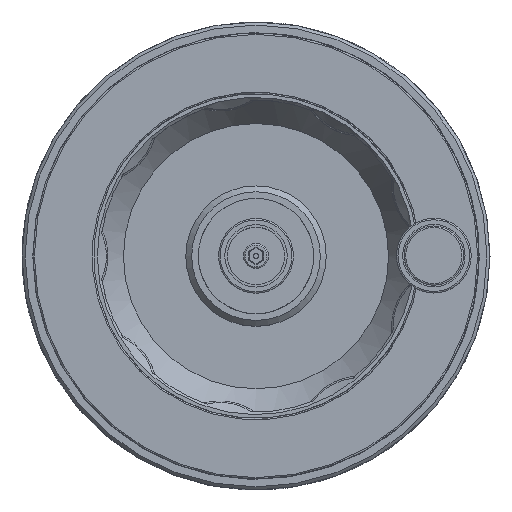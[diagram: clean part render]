
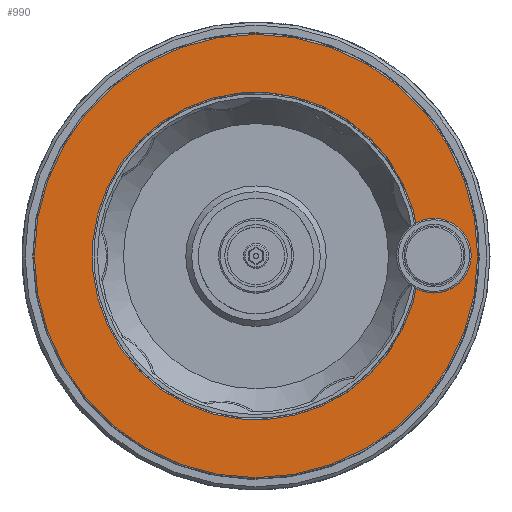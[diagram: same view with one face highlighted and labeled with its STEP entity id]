
A CAD part, top view. The second image highlights one B-rep face of the part: STEP entity #990.
In plain terms, the highlighted planar face has unit normal (0, 0, 1).
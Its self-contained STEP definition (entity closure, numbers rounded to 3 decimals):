
#990 = ADVANCED_FACE( '', ( #2163, #2164 ), #2165, .F. );
#2163 = FACE_BOUND( '', #8086, .T. );
#2164 = FACE_OUTER_BOUND( '', #8087, .T. );
#2165 = PLANE( '', #8088 );
#8086 = EDGE_LOOP( '', ( #12485, #12486, #12487, #12488, #12489, #12490 ) );
#8087 = EDGE_LOOP( '', ( #12491 ) );
#8088 = AXIS2_PLACEMENT_3D( '', #12492, #12493, #12494 );
#12485 = ORIENTED_EDGE( '', *, *, #14539, .T. );
#12486 = ORIENTED_EDGE( '', *, *, #14540, .T. );
#12487 = ORIENTED_EDGE( '', *, *, #14541, .T. );
#12488 = ORIENTED_EDGE( '', *, *, #14542, .T. );
#12489 = ORIENTED_EDGE( '', *, *, #14543, .T. );
#12490 = ORIENTED_EDGE( '', *, *, #14544, .T. );
#12491 = ORIENTED_EDGE( '', *, *, #14545, .T. );
#12492 = CARTESIAN_POINT( '', ( 0., 71.55, 15.35 ) );
#12493 = DIRECTION( '', ( 0., 0., -1. ) );
#12494 = DIRECTION( '', ( -1., 0., 0. ) );
#14539 = EDGE_CURVE( '', #17027, #17028, #17029, .T. );
#14540 = EDGE_CURVE( '', #17028, #17030, #17031, .T. );
#14541 = EDGE_CURVE( '', #17030, #17032, #17033, .T. );
#14542 = EDGE_CURVE( '', #17032, #17034, #17035, .T. );
#14543 = EDGE_CURVE( '', #17034, #17036, #17037, .T. );
#14544 = EDGE_CURVE( '', #17036, #17027, #17038, .T. );
#14545 = EDGE_CURVE( '', #17039, #17039, #17040, .F. );
#17027 = VERTEX_POINT( '', #31042 );
#17028 = VERTEX_POINT( '', #31043 );
#17029 = CIRCLE( '', #31044, 52.5 );
#17030 = VERTEX_POINT( '', #31045 );
#17031 = LINE( '', #31046, #31047 );
#17032 = VERTEX_POINT( '', #31048 );
#17033 = LINE( '', #31049, #31050 );
#17034 = VERTEX_POINT( '', #31051 );
#17035 = LINE( '', #31052, #31053 );
#17036 = VERTEX_POINT( '', #31054 );
#17037 = LINE( '', #31055, #31056 );
#17038 = LINE( '', #31057, #31058 );
#17039 = VERTEX_POINT( '', #31059 );
#17040 = CIRCLE( '', #31060, 71.05 );
#31042 = CARTESIAN_POINT( '', ( 52.151, -6.046, 15.35 ) );
#31043 = CARTESIAN_POINT( '', ( 52.151, 6.046, 15.35 ) );
#31044 = AXIS2_PLACEMENT_3D( '', #33347, #33348, #33349 );
#31045 = CARTESIAN_POINT( '', ( 57.297, 8.853, 15.35 ) );
#31046 = CARTESIAN_POINT( '', ( 57.201, 8.801, 15.35 ) );
#31047 = VECTOR( '', #33350, 1000. );
#31048 = CARTESIAN_POINT( '', ( 64.821, 4.673, 15.35 ) );
#31049 = CARTESIAN_POINT( '', ( 64.718, 4.73, 15.35 ) );
#31050 = VECTOR( '', #33351, 1000. );
#31051 = CARTESIAN_POINT( '', ( 64.821, -4.673, 15.35 ) );
#31052 = CARTESIAN_POINT( '', ( 64.821, -4.555, 15.35 ) );
#31053 = VECTOR( '', #33352, 1000. );
#31054 = CARTESIAN_POINT( '', ( 57.297, -8.853, 15.35 ) );
#31055 = CARTESIAN_POINT( '', ( 57.394, -8.8, 15.35 ) );
#31056 = VECTOR( '', #33353, 1000. );
#31057 = CARTESIAN_POINT( '', ( 52.079, -6.007, 15.35 ) );
#31058 = VECTOR( '', #33354, 1000. );
#31059 = CARTESIAN_POINT( '', ( -71.05, 0., 15.35 ) );
#31060 = AXIS2_PLACEMENT_3D( '', #33355, #33356, #33357 );
#33347 = CARTESIAN_POINT( '', ( 0., 0., 15.35 ) );
#33348 = DIRECTION( '', ( 0., 0., -1. ) );
#33349 = DIRECTION( '', ( -1., 0., 0. ) );
#33350 = DIRECTION( '', ( 0.878, 0.479, 0. ) );
#33351 = DIRECTION( '', ( 0.874, -0.486, 0. ) );
#33352 = DIRECTION( '', ( 0., -1., 0. ) );
#33353 = DIRECTION( '', ( -0.874, -0.486, 0. ) );
#33354 = DIRECTION( '', ( -0.878, 0.479, 0. ) );
#33355 = CARTESIAN_POINT( '', ( 0., 0., 15.35 ) );
#33356 = DIRECTION( '', ( 0., 0., -1. ) );
#33357 = DIRECTION( '', ( -1., 0., 0. ) );
